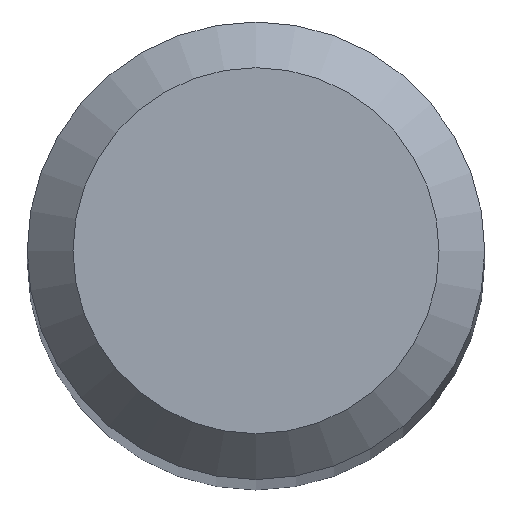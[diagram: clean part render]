
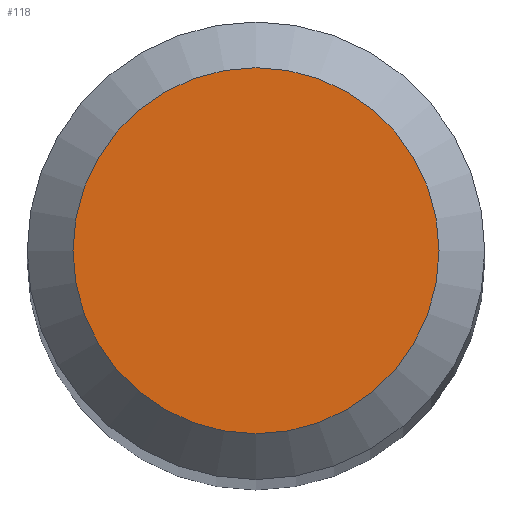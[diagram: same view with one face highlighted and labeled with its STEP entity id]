
A CAD part, top view. The second image highlights one B-rep face of the part: STEP entity #118.
In plain terms, the highlighted planar face has unit normal (0, 0, 1).
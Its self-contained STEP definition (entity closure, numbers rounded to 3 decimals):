
#32 = EDGE_LOOP ( 'NONE', ( #102 ) ) ;
#46 = CARTESIAN_POINT ( 'NONE',  ( 0., 0., 46. ) ) ;
#79 = DIRECTION ( 'NONE',  ( 0., 1., 0. ) ) ;
#80 = CIRCLE ( 'NONE', #302, 1.2 ) ;
#102 = ORIENTED_EDGE ( 'NONE', *, *, #223, .T. ) ;
#111 = DIRECTION ( 'NONE',  ( 0., 0., 1. ) ) ;
#118 = ADVANCED_FACE ( 'NONE', ( #166 ), #382, .F. ) ;
#146 = AXIS2_PLACEMENT_3D ( 'NONE', #393, #165, #79 ) ;
#165 = DIRECTION ( 'NONE',  ( 0., 0., -1. ) ) ;
#166 = FACE_OUTER_BOUND ( 'NONE', #32, .T. ) ;
#203 = DIRECTION ( 'NONE',  ( 0., -1., 0. ) ) ;
#223 = EDGE_CURVE ( 'NONE', #294, #294, #80, .T. ) ;
#294 = VERTEX_POINT ( 'NONE', #315 ) ;
#302 = AXIS2_PLACEMENT_3D ( 'NONE', #46, #111, #203 ) ;
#315 = CARTESIAN_POINT ( 'NONE',  ( 0., -1.2, 46. ) ) ;
#382 = PLANE ( 'NONE',  #146 ) ;
#393 = CARTESIAN_POINT ( 'NONE',  ( 0., 0., 46. ) ) ;
